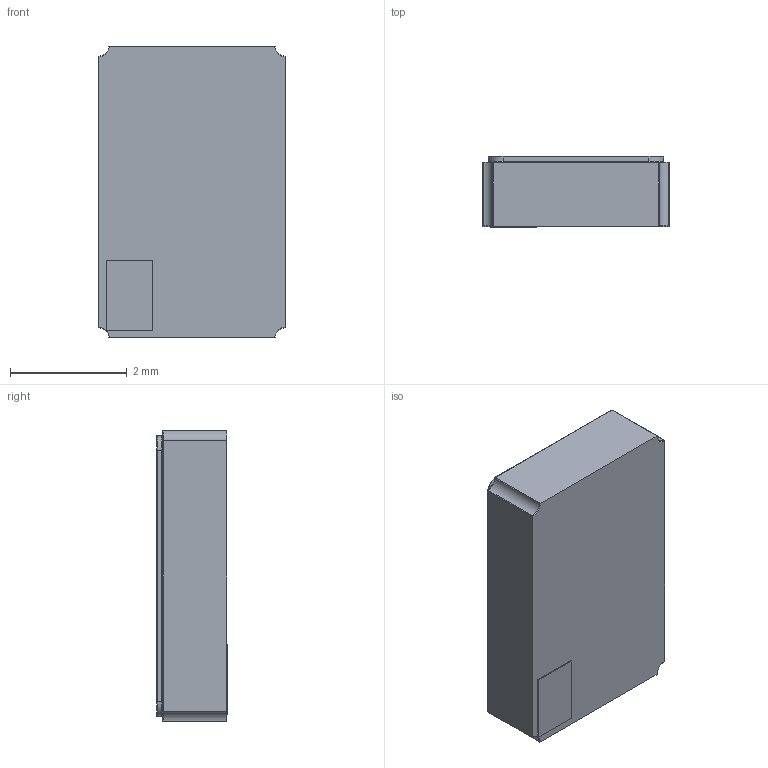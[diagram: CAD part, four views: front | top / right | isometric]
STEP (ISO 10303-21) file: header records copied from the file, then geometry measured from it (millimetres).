
FILE_DESCRIPTION (( 'STEP AP214' ), '1' );
FILE_NAME ('Xtal_SMT_50x32x11.STEP', '2008-12-24T19:29:04', ( 'George Ioakimedes' ), ( 'IO Technologies' ), 'SwSTEP 2.0', 'SolidWorks 2009', '' );
FILE_SCHEMA (( 'AUTOMOTIVE_DESIGN' ));
Length unit declared in the file: millimetre
Products named in the file (1): Xtal_SMT_50x32x11
Bounding box: 3.2 x 1.21 x 5 mm (x, y, z)
Volume: 18.9 mm3; surface area: 50.9 mm2
Topology: 1 solids, 1 shells, 71 faces, 167 edges, 92 vertices
Faces by surface type: cylinder 30, plane 17, torus 16, sphere 8
Entity records: 2424 total; most frequent: CARTESIAN_POINT 467, DIRECTION 372, ORIENTED_EDGE 318, EDGE_CURVE 159, AXIS2_PLACEMENT_3D 149, VERTEX_POINT 92, CIRCLE 77, LINE 74
